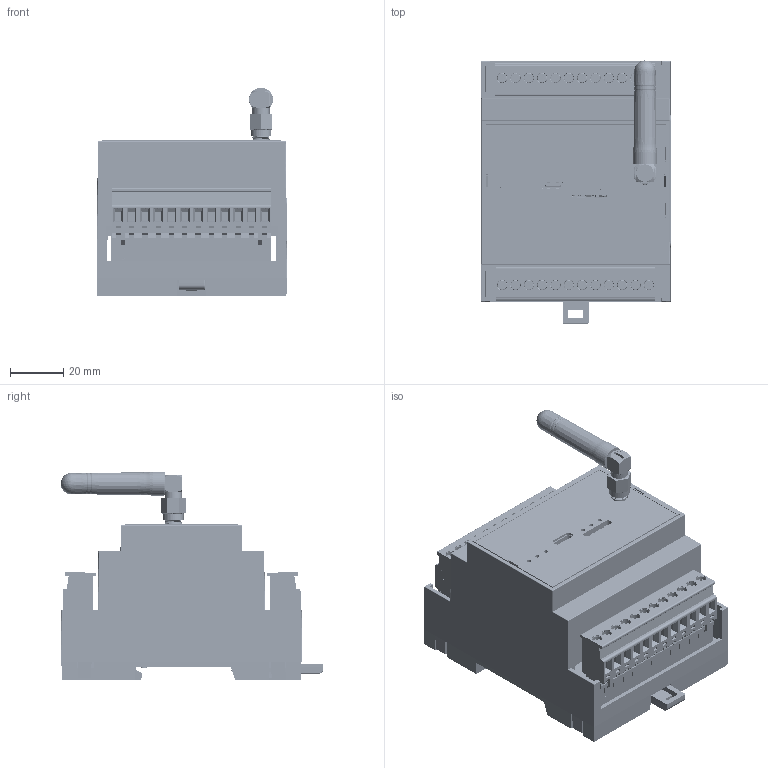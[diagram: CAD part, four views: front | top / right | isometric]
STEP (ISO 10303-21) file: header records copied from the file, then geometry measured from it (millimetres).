
FILE_DESCRIPTION (( 'STEP AP214' ), '1' );
FILE_NAME ('扻艜豂錭歑 ePRO24 Omni.STEP', '2025-03-15T13:16:02', ( '' ), ( '' ), 'SwSTEP 2.0', 'SolidWorks 2021', '' );
FILE_SCHEMA (( 'AUTOMOTIVE_DESIGN' ));
Length unit declared in the file: millimetre
Products named in the file (1): 扻艜豂錭歑 ePRO24 Omni
Bounding box: 71.56 x 98.58 x 78.33 mm (x, y, z)
Surface area: 108566.9 mm2 (no closed solid volume)
Topology: 0 solids, 68 shells, 8788 faces, 23688 edges, 15260 vertices
Faces by surface type: plane 6065, cylinder 1649, bspline 456, torus 289, cone 224, sphere 105
Entity records: 348951 total; most frequent: CARTESIAN_POINT 107411, ORIENTED_EDGE 47072, DIRECTION 36020, EDGE_CURVE 23632, VERTEX_POINT 15256, LINE 12864, VECTOR 12864, AXIS2_PLACEMENT_3D 11578
